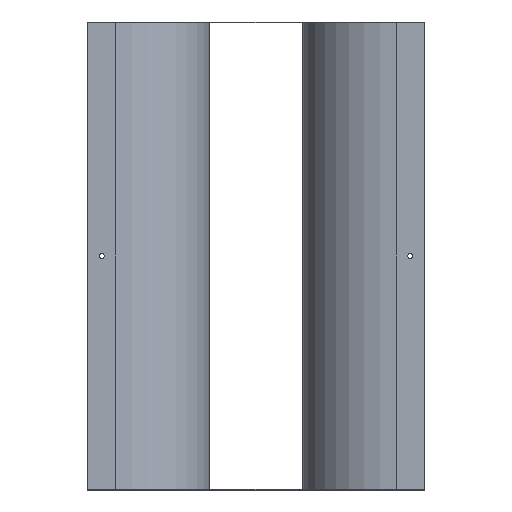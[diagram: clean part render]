
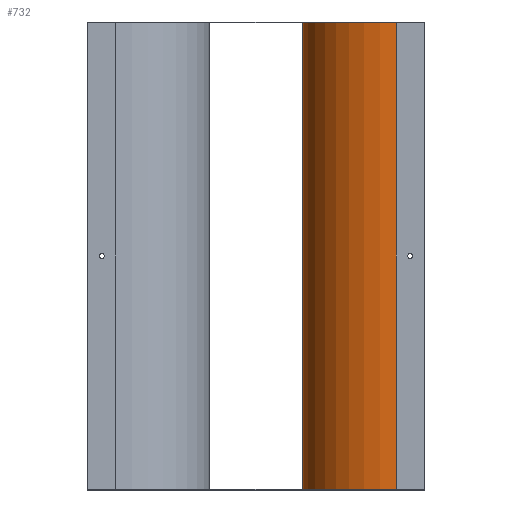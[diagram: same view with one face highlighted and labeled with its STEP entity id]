
A CAD part, front view. The second image highlights one B-rep face of the part: STEP entity #732.
In plain terms, the highlighted cylindrical face has radius 100 mm (diameter 200 mm), a partial arc.
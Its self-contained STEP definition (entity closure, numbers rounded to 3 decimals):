
#28 = AXIS2_PLACEMENT_3D ( 'NONE', #1596, #1595, #1587 ) ;
#97 = AXIS2_PLACEMENT_3D ( 'NONE', #2003, #2005, #2004 ) ;
#124 = AXIS2_PLACEMENT_3D ( 'NONE', #1507, #1508, #1509 ) ;
#159 = EDGE_CURVE ( 'NONE', #403, #404, #517, .T. ) ;
#210 = EDGE_CURVE ( 'NONE', #351, #350, #837, .T. ) ;
#232 = EDGE_CURVE ( 'NONE', #350, #404, #873, .T. ) ;
#245 = EDGE_CURVE ( 'NONE', #351, #403, #897, .T. ) ;
#350 = VERTEX_POINT ( 'NONE', #1762 ) ;
#351 = VERTEX_POINT ( 'NONE', #1763 ) ;
#403 = VERTEX_POINT ( 'NONE', #1815 ) ;
#404 = VERTEX_POINT ( 'NONE', #1816 ) ;
#517 = CIRCLE ( 'NONE', #124, 100. ) ;
#681 = DIRECTION ( 'NONE',  ( 0., 0., 1. ) ) ;
#732 = ADVANCED_FACE ( 'NONE', ( #1023 ), #1033, .T. ) ;
#748 = ORIENTED_EDGE ( 'NONE', *, *, #232, .F. ) ;
#749 = ORIENTED_EDGE ( 'NONE', *, *, #210, .F. ) ;
#772 = ORIENTED_EDGE ( 'NONE', *, *, #245, .T. ) ;
#837 = CIRCLE ( 'NONE', #97, 100. ) ;
#873 = LINE ( 'NONE', #1388, #875 ) ;
#875 = VECTOR ( 'NONE', #2021, 1000. ) ;
#897 = LINE ( 'NONE', #2008, #901 ) ;
#901 = VECTOR ( 'NONE', #681, 1000. ) ;
#1023 = FACE_OUTER_BOUND ( 'NONE', #1303, .T. ) ;
#1033 = CYLINDRICAL_SURFACE ( 'NONE', #28, 100. ) ;
#1303 = EDGE_LOOP ( 'NONE', ( #748, #749, #772, #1969 ) ) ;
#1388 = CARTESIAN_POINT ( 'NONE',  ( 50., 139., -500. ) ) ;
#1507 = CARTESIAN_POINT ( 'NONE',  ( 150., 139., 0. ) ) ;
#1508 = DIRECTION ( 'NONE',  ( 0., 0., -1. ) ) ;
#1509 = DIRECTION ( 'NONE',  ( -1., 0., 0. ) ) ;
#1587 = DIRECTION ( 'NONE',  ( 1., 0., 0. ) ) ;
#1595 = DIRECTION ( 'NONE',  ( 0., 0., 1. ) ) ;
#1596 = CARTESIAN_POINT ( 'NONE',  ( 150., 139., -500. ) ) ;
#1762 = CARTESIAN_POINT ( 'NONE',  ( 50., 139., -499. ) ) ;
#1763 = CARTESIAN_POINT ( 'NONE',  ( 150., 39., -499. ) ) ;
#1815 = CARTESIAN_POINT ( 'NONE',  ( 150., 39., 0. ) ) ;
#1816 = CARTESIAN_POINT ( 'NONE',  ( 50., 139., 0. ) ) ;
#1969 = ORIENTED_EDGE ( 'NONE', *, *, #159, .T. ) ;
#2003 = CARTESIAN_POINT ( 'NONE',  ( 150., 139., -499. ) ) ;
#2004 = DIRECTION ( 'NONE',  ( -1., 0., 0. ) ) ;
#2005 = DIRECTION ( 'NONE',  ( 0., 0., -1. ) ) ;
#2008 = CARTESIAN_POINT ( 'NONE',  ( 150., 39., -500. ) ) ;
#2021 = DIRECTION ( 'NONE',  ( 0., 0., 1. ) ) ;
